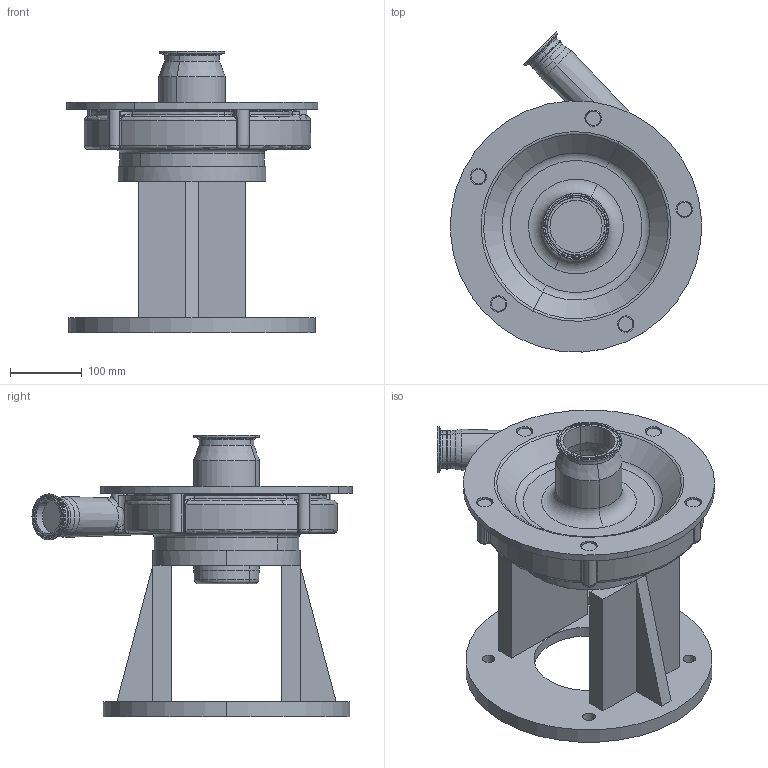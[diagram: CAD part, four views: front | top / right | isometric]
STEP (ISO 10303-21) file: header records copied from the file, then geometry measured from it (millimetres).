
FILE_DESCRIPTION (( 'STEP AP214' ), '1' );
FILE_NAME ('FP 3452 320TSC 45L.STEP', '2023-04-27T16:32:52', ( '' ), ( '' ), 'SwSTEP 2.0', 'SolidWorks 2023', '' );
FILE_SCHEMA (( 'AUTOMOTIVE_DESIGN' ));
Length unit declared in the file: millimetre
Products named in the file (1): FP 3452 320TSC 45L
Bounding box: 349.52 x 445.58 x 392.5 mm (x, y, z)
Volume: 8279128 mm3; surface area: 809441.3 mm2
Topology: 1 solids, 2 shells, 325 faces, 780 edges, 465 vertices
Faces by surface type: cylinder 111, torus 86, plane 68, bspline 32, cone 24, sphere 4
Entity records: 12251 total; most frequent: CARTESIAN_POINT 4657, DIRECTION 1712, ORIENTED_EDGE 1542, EDGE_CURVE 771, AXIS2_PLACEMENT_3D 751, VERTEX_POINT 465, CIRCLE 457, EDGE_LOOP 364
